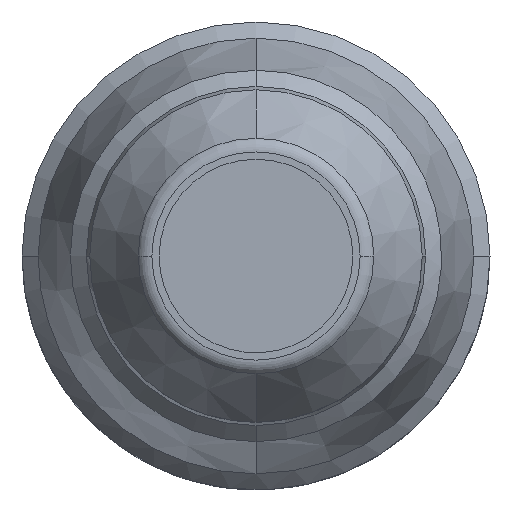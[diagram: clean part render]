
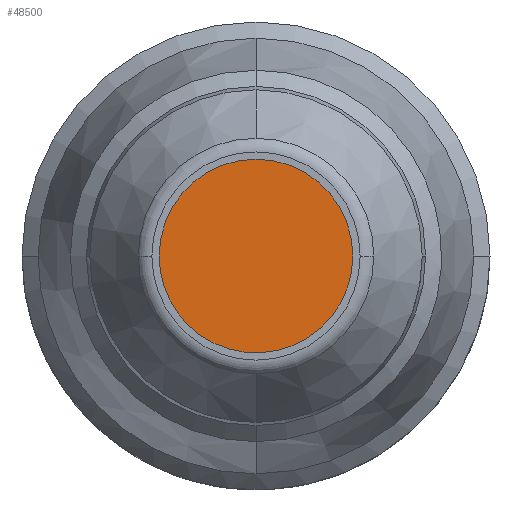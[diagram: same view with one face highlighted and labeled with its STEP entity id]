
A CAD part, front view. The second image highlights one B-rep face of the part: STEP entity #48500.
In plain terms, the highlighted planar face has unit normal (0, -1, 0).
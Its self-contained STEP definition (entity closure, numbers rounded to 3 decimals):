
#48040=CARTESIAN_POINT('',(3.,-68.096,0.));
#48050=VERTEX_POINT('',#48040);
#48080=CARTESIAN_POINT('',(0.,-68.096,
0.));
#48090=DIRECTION('',(0.,1.,0.));
#48100=DIRECTION('',(-1.,0.,0.));
#48110=AXIS2_PLACEMENT_3D('',#48080,#48090,#48100);
#48120=CIRCLE('',#48110,3.);
#48130=CARTESIAN_POINT('',(2.121,-68.096,
2.121));
#48140=VERTEX_POINT('',#48130);
#48150=EDGE_CURVE('',#48140,#48050,#48120,.T.);
#48170=CARTESIAN_POINT('',(-3.,-68.096,0.));
#48180=VERTEX_POINT('',#48170);
#48190=EDGE_CURVE('',#48180,#48140,#48120,.T.);
#48390=CARTESIAN_POINT('',(-5.091,-68.096,
-5.091));
#48400=DIRECTION('',(-0.,1.,0.));
#48410=DIRECTION('',(1.,0.,0.));
#48420=AXIS2_PLACEMENT_3D('',#48390,#48400,#48410);
#48430=PLANE('',#48420);
#48440=ORIENTED_EDGE('',*,*,#48150,.F.);
#48450=EDGE_CURVE('',#48050,#48180,#48120,.T.);
#48460=ORIENTED_EDGE('',*,*,#48450,.F.);
#48470=ORIENTED_EDGE('',*,*,#48190,.F.);
#48480=EDGE_LOOP('',(#48470,#48460,#48440));
#48490=FACE_OUTER_BOUND('',#48480,.T.);
#48500=ADVANCED_FACE('',(#48490),#48430,.F.);
